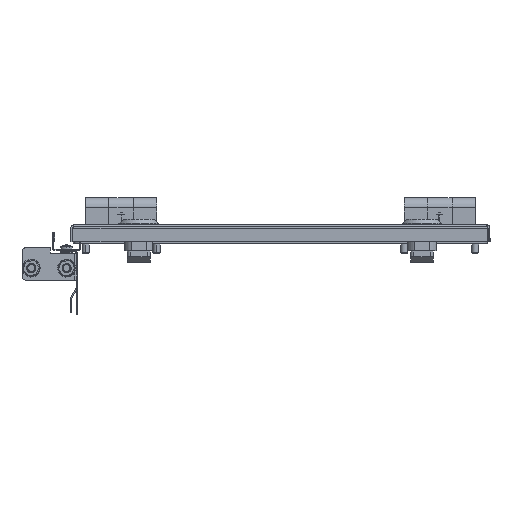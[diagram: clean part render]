
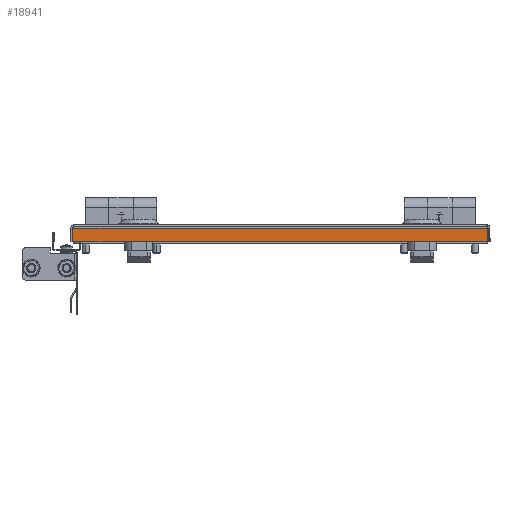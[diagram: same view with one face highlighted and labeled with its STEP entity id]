
A CAD part, left-side view. The second image highlights one B-rep face of the part: STEP entity #18941.
In plain terms, the highlighted planar face has unit normal (-1, 0, 0).
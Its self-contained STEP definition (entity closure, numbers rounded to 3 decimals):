
#521 = EDGE_CURVE ( 'NONE', #46291, #21077, #52483, .T. ) ;
#5403 = ORIENTED_EDGE ( 'NONE', *, *, #24130, .T. ) ;
#6269 = DIRECTION ( 'NONE',  ( 0., 0., -1. ) ) ;
#10046 = VERTEX_POINT ( 'NONE', #14270 ) ;
#14270 = CARTESIAN_POINT ( 'NONE',  ( -489.25, -146.531, -2.4 ) ) ;
#15547 = CARTESIAN_POINT ( 'NONE',  ( -489.25, -146.531, -1.4 ) ) ;
#17179 = EDGE_CURVE ( 'NONE', #46291, #10046, #34828, .T. ) ;
#18941 = ADVANCED_FACE ( 'NONE', ( #26343 ), #32363, .F. ) ;
#19347 = DIRECTION ( 'NONE',  ( 0., 0., -1. ) ) ;
#19667 = CARTESIAN_POINT ( 'NONE',  ( -489.25, -148.002, -2.4 ) ) ;
#19923 = CARTESIAN_POINT ( 'NONE',  ( -489.25, -0.002, 0. ) ) ;
#21077 = VERTEX_POINT ( 'NONE', #58819 ) ;
#21142 = VERTEX_POINT ( 'NONE', #22742 ) ;
#21409 = EDGE_LOOP ( 'NONE', ( #40961, #24836, #57881, #5403 ) ) ;
#22742 = CARTESIAN_POINT ( 'NONE',  ( -489.25, -146.531, -12. ) ) ;
#24130 = EDGE_CURVE ( 'NONE', #21077, #21142, #24496, .T. ) ;
#24496 = LINE ( 'NONE', #52312, #46582 ) ;
#24836 = ORIENTED_EDGE ( 'NONE', *, *, #17179, .F. ) ;
#25669 = AXIS2_PLACEMENT_3D ( 'NONE', #19923, #47535, #19347 ) ;
#26343 = FACE_OUTER_BOUND ( 'NONE', #21409, .T. ) ;
#26405 = VECTOR ( 'NONE', #6269, 1000. ) ;
#28220 = VECTOR ( 'NONE', #33849, 1000. ) ;
#32363 = PLANE ( 'NONE',  #25669 ) ;
#33849 = DIRECTION ( 'NONE',  ( 0., -1., 0. ) ) ;
#34828 = LINE ( 'NONE', #19667, #28220 ) ;
#36374 = EDGE_CURVE ( 'NONE', #10046, #21142, #40444, .T. ) ;
#39658 = CARTESIAN_POINT ( 'NONE',  ( -489.25, 146.528, -2.4 ) ) ;
#39982 = VECTOR ( 'NONE', #49677, 1000. ) ;
#40444 = LINE ( 'NONE', #15547, #26405 ) ;
#40961 = ORIENTED_EDGE ( 'NONE', *, *, #36374, .F. ) ;
#46291 = VERTEX_POINT ( 'NONE', #39658 ) ;
#46582 = VECTOR ( 'NONE', #48192, 1000. ) ;
#47535 = DIRECTION ( 'NONE',  ( 1., 0., 0. ) ) ;
#48192 = DIRECTION ( 'NONE',  ( 0., -1., 0. ) ) ;
#49677 = DIRECTION ( 'NONE',  ( 0., 0., -1. ) ) ;
#52312 = CARTESIAN_POINT ( 'NONE',  ( -489.25, -0.002, -12. ) ) ;
#52483 = LINE ( 'NONE', #58955, #39982 ) ;
#57881 = ORIENTED_EDGE ( 'NONE', *, *, #521, .T. ) ;
#58819 = CARTESIAN_POINT ( 'NONE',  ( -489.25, 146.528, -12. ) ) ;
#58955 = CARTESIAN_POINT ( 'NONE',  ( -489.25, 146.528, 0. ) ) ;
